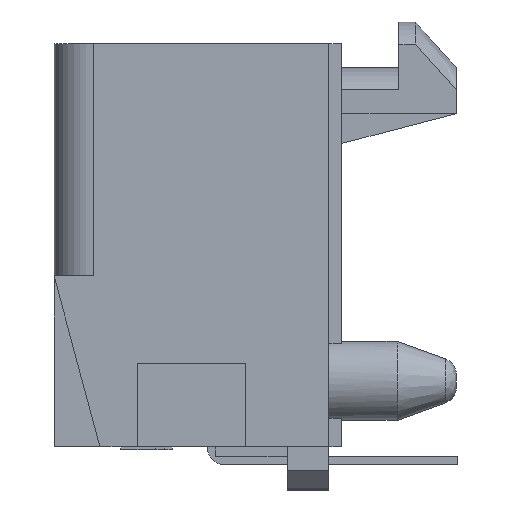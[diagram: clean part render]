
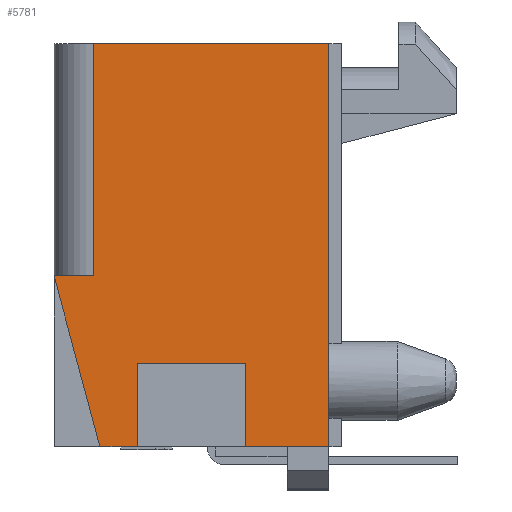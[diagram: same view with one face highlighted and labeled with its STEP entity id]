
A CAD part, left-side view. The second image highlights one B-rep face of the part: STEP entity #5781.
In plain terms, the highlighted planar face has unit normal (-1, 0, 0).
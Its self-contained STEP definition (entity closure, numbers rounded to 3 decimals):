
#7 = EDGE_CURVE ( 'NONE', #1109, #7624, #3733, .T. ) ;
#84 = VERTEX_POINT ( 'NONE', #2127 ) ;
#197 = DIRECTION ( 'NONE',  ( 0., 1., 0. ) ) ;
#255 = CARTESIAN_POINT ( 'NONE',  ( -11.633, 2.997, -7.08 ) ) ;
#293 = PLANE ( 'NONE',  #701 ) ;
#341 = VERTEX_POINT ( 'NONE', #2421 ) ;
#587 = VERTEX_POINT ( 'NONE', #5860 ) ;
#594 = LINE ( 'NONE', #3078, #3192 ) ;
#634 = VECTOR ( 'NONE', #197, 1000. ) ;
#701 = AXIS2_PLACEMENT_3D ( 'NONE', #2166, #946, #4557 ) ;
#810 = LINE ( 'NONE', #7625, #634 ) ;
#815 = ORIENTED_EDGE ( 'NONE', *, *, #844, .F. ) ;
#844 = EDGE_CURVE ( 'NONE', #341, #84, #2941, .T. ) ;
#870 = ORIENTED_EDGE ( 'NONE', *, *, #1285, .F. ) ;
#871 = VECTOR ( 'NONE', #2349, 1000. ) ;
#892 = EDGE_CURVE ( 'NONE', #4822, #7624, #5354, .T. ) ;
#946 = DIRECTION ( 'NONE',  ( 1., 0., 0. ) ) ;
#979 = CARTESIAN_POINT ( 'NONE',  ( -11.633, 1.651, -12.294 ) ) ;
#1109 = VERTEX_POINT ( 'NONE', #5068 ) ;
#1285 = EDGE_CURVE ( 'NONE', #84, #1109, #4800, .T. ) ;
#1474 = VERTEX_POINT ( 'NONE', #1666 ) ;
#1666 = CARTESIAN_POINT ( 'NONE',  ( -11.633, 2.794, -12.294 ) ) ;
#1821 = CARTESIAN_POINT ( 'NONE',  ( -11.633, -1.651, -9.754 ) ) ;
#1836 = LINE ( 'NONE', #5493, #2150 ) ;
#1855 = LINE ( 'NONE', #6808, #5850 ) ;
#2037 = EDGE_CURVE ( 'NONE', #3312, #4017, #5430, .T. ) ;
#2063 = VECTOR ( 'NONE', #5589, 1000. ) ;
#2118 = FACE_OUTER_BOUND ( 'NONE', #4411, .T. ) ;
#2127 = CARTESIAN_POINT ( 'NONE',  ( -11.633, -1.651, -12.294 ) ) ;
#2150 = VECTOR ( 'NONE', #6720, 1000. ) ;
#2166 = CARTESIAN_POINT ( 'NONE',  ( -11.633, 0., 0. ) ) ;
#2210 = EDGE_CURVE ( 'NONE', #4017, #341, #594, .T. ) ;
#2305 = CARTESIAN_POINT ( 'NONE',  ( -11.633, 1.651, -12.294 ) ) ;
#2349 = DIRECTION ( 'NONE',  ( 0., -1., 0. ) ) ;
#2421 = CARTESIAN_POINT ( 'NONE',  ( -11.633, -4.191, -12.294 ) ) ;
#2505 = ORIENTED_EDGE ( 'NONE', *, *, #4415, .F. ) ;
#2520 = VECTOR ( 'NONE', #2741, 1000. ) ;
#2551 = DIRECTION ( 'NONE',  ( 0., -1., 0. ) ) ;
#2567 = EDGE_CURVE ( 'NONE', #1474, #4419, #1836, .T. ) ;
#2741 = DIRECTION ( 'NONE',  ( 0., 0., 1. ) ) ;
#2774 = ORIENTED_EDGE ( 'NONE', *, *, #5717, .F. ) ;
#2783 = VECTOR ( 'NONE', #3504, 1000. ) ;
#2787 = ORIENTED_EDGE ( 'NONE', *, *, #7, .F. ) ;
#2838 = CARTESIAN_POINT ( 'NONE',  ( -11.633, 2.997, 0. ) ) ;
#2941 = LINE ( 'NONE', #7711, #2783 ) ;
#2980 = CARTESIAN_POINT ( 'NONE',  ( -11.633, 2.997, 0. ) ) ;
#3078 = CARTESIAN_POINT ( 'NONE',  ( -11.633, -4.191, 0. ) ) ;
#3192 = VECTOR ( 'NONE', #5549, 1000. ) ;
#3312 = VERTEX_POINT ( 'NONE', #2980 ) ;
#3324 = CARTESIAN_POINT ( 'NONE',  ( -11.633, 4.191, -7.08 ) ) ;
#3399 = ORIENTED_EDGE ( 'NONE', *, *, #2037, .F. ) ;
#3504 = DIRECTION ( 'NONE',  ( 0., 1., 0. ) ) ;
#3645 = EDGE_CURVE ( 'NONE', #4419, #587, #1855, .T. ) ;
#3733 = LINE ( 'NONE', #1821, #2063 ) ;
#4017 = VERTEX_POINT ( 'NONE', #7065 ) ;
#4084 = VECTOR ( 'NONE', #5348, 1000. ) ;
#4282 = ORIENTED_EDGE ( 'NONE', *, *, #2210, .F. ) ;
#4316 = ORIENTED_EDGE ( 'NONE', *, *, #2567, .F. ) ;
#4411 = EDGE_LOOP ( 'NONE', ( #4316, #2505, #5295, #2787, #870, #815, #4282, #3399, #2774, #5687 ) ) ;
#4415 = EDGE_CURVE ( 'NONE', #4822, #1474, #810, .T. ) ;
#4419 = VERTEX_POINT ( 'NONE', #3324 ) ;
#4557 = DIRECTION ( 'NONE',  ( 0., 1., 0. ) ) ;
#4667 = CARTESIAN_POINT ( 'NONE',  ( -11.633, -1.651, -12.294 ) ) ;
#4800 = LINE ( 'NONE', #4667, #4084 ) ;
#4822 = VERTEX_POINT ( 'NONE', #2305 ) ;
#5068 = CARTESIAN_POINT ( 'NONE',  ( -11.633, -1.651, -9.754 ) ) ;
#5295 = ORIENTED_EDGE ( 'NONE', *, *, #892, .T. ) ;
#5348 = DIRECTION ( 'NONE',  ( 0., 0., 1. ) ) ;
#5354 = LINE ( 'NONE', #979, #7186 ) ;
#5430 = LINE ( 'NONE', #2838, #871 ) ;
#5493 = CARTESIAN_POINT ( 'NONE',  ( -11.633, 2.794, -12.294 ) ) ;
#5549 = DIRECTION ( 'NONE',  ( 0., 0., -1. ) ) ;
#5589 = DIRECTION ( 'NONE',  ( 0., 1., 0. ) ) ;
#5687 = ORIENTED_EDGE ( 'NONE', *, *, #3645, .F. ) ;
#5717 = EDGE_CURVE ( 'NONE', #587, #3312, #5863, .T. ) ;
#5781 = ADVANCED_FACE ( 'NONE', ( #2118 ), #293, .F. ) ;
#5850 = VECTOR ( 'NONE', #2551, 1000. ) ;
#5860 = CARTESIAN_POINT ( 'NONE',  ( -11.633, 2.997, -7.08 ) ) ;
#5863 = LINE ( 'NONE', #255, #2520 ) ;
#5941 = DIRECTION ( 'NONE',  ( 0., 0., 1. ) ) ;
#6720 = DIRECTION ( 'NONE',  ( 0., 0.259, 0.966 ) ) ;
#6808 = CARTESIAN_POINT ( 'NONE',  ( -11.633, 4.191, -7.08 ) ) ;
#7065 = CARTESIAN_POINT ( 'NONE',  ( -11.633, -4.191, 0. ) ) ;
#7186 = VECTOR ( 'NONE', #5941, 1000. ) ;
#7624 = VERTEX_POINT ( 'NONE', #7922 ) ;
#7625 = CARTESIAN_POINT ( 'NONE',  ( -11.633, 1.651, -12.294 ) ) ;
#7711 = CARTESIAN_POINT ( 'NONE',  ( -11.633, -4.191, -12.294 ) ) ;
#7922 = CARTESIAN_POINT ( 'NONE',  ( -11.633, 1.651, -9.754 ) ) ;
